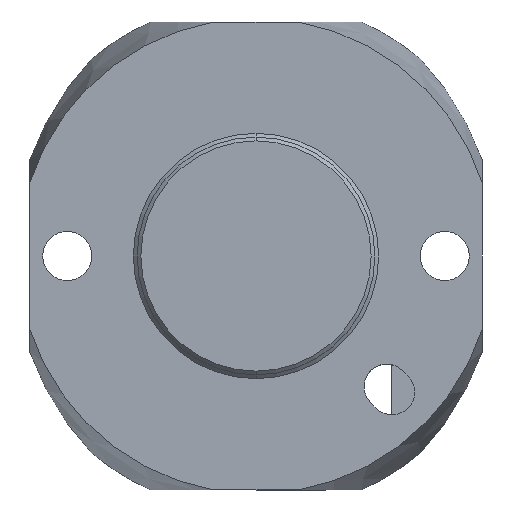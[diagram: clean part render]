
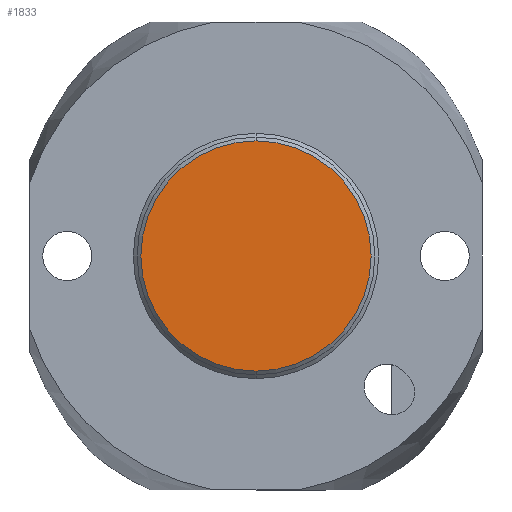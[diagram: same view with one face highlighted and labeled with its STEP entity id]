
A CAD part, front view. The second image highlights one B-rep face of the part: STEP entity #1833.
In plain terms, the highlighted planar face has unit normal (0, -1, 0).
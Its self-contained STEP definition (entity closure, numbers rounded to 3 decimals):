
#57 = AXIS2_PLACEMENT_3D ( 'NONE', #2784, #1533, #98 ) ;
#98 = DIRECTION ( 'NONE',  ( 0., 0., 1. ) ) ;
#107 = CIRCLE ( 'NONE', #57, 15.25 ) ;
#333 = AXIS2_PLACEMENT_3D ( 'NONE', #856, #2380, #1099 ) ;
#358 = DIRECTION ( 'NONE',  ( 0., 1., 0. ) ) ;
#523 = ORIENTED_EDGE ( 'NONE', *, *, #730, .T. ) ;
#730 = EDGE_CURVE ( 'NONE', #1175, #1304, #107, .T. ) ;
#856 = CARTESIAN_POINT ( 'NONE',  ( 0., 0., 0. ) ) ;
#984 = ORIENTED_EDGE ( 'NONE', *, *, #2573, .T. ) ;
#1053 = CARTESIAN_POINT ( 'NONE',  ( 0., 0., 15.25 ) ) ;
#1099 = DIRECTION ( 'NONE',  ( 0., 0., 1. ) ) ;
#1175 = VERTEX_POINT ( 'NONE', #1911 ) ;
#1200 = FACE_OUTER_BOUND ( 'NONE', #1723, .T. ) ;
#1304 = VERTEX_POINT ( 'NONE', #1053 ) ;
#1307 = PLANE ( 'NONE',  #1675 ) ;
#1349 = CIRCLE ( 'NONE', #333, 15.25 ) ;
#1533 = DIRECTION ( 'NONE',  ( 0., -1., 0. ) ) ;
#1675 = AXIS2_PLACEMENT_3D ( 'NONE', #1757, #358, #1957 ) ;
#1723 = EDGE_LOOP ( 'NONE', ( #984, #523 ) ) ;
#1757 = CARTESIAN_POINT ( 'NONE',  ( 0., 0., 0. ) ) ;
#1833 = ADVANCED_FACE ( 'NONE', ( #1200 ), #1307, .F. ) ;
#1911 = CARTESIAN_POINT ( 'NONE',  ( 0., 0., -15.25 ) ) ;
#1957 = DIRECTION ( 'NONE',  ( 0., 0., 1. ) ) ;
#2380 = DIRECTION ( 'NONE',  ( 0., -1., 0. ) ) ;
#2573 = EDGE_CURVE ( 'NONE', #1304, #1175, #1349, .T. ) ;
#2784 = CARTESIAN_POINT ( 'NONE',  ( 0., 0., 0. ) ) ;
